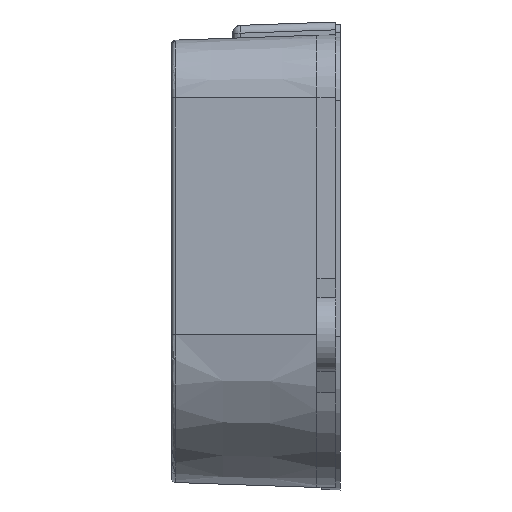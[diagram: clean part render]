
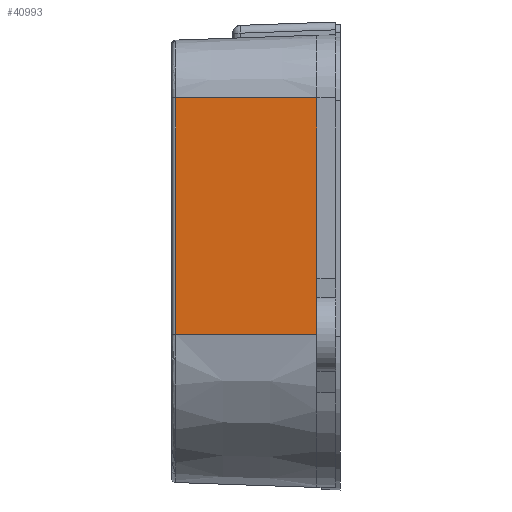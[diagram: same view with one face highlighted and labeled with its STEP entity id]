
A CAD part, left-side view. The second image highlights one B-rep face of the part: STEP entity #40993.
In plain terms, the highlighted planar face has unit normal (-0.999, 0.035, 0).
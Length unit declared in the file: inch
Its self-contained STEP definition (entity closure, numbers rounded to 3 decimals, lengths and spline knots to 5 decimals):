
#653 = DIRECTION ( 'NONE',  ( 0., 0., 1. ) ) ;
#1383 = VECTOR ( 'NONE', #653, 39.37008 ) ;
#2891 = EDGE_CURVE ( 'NONE', #46165, #9445, #24716, .T. ) ;
#5110 = DIRECTION ( 'NONE',  ( -0.035, -0.999, 0. ) ) ;
#6079 = LINE ( 'NONE', #52144, #1383 ) ;
#9445 = VERTEX_POINT ( 'NONE', #14946 ) ;
#14422 = CARTESIAN_POINT ( 'NONE',  ( 0.15912, 0.84459, 1.92288 ) ) ;
#14946 = CARTESIAN_POINT ( 'NONE',  ( 0.15912, 0.84459, 1.92288 ) ) ;
#15635 = EDGE_CURVE ( 'NONE', #24196, #46165, #6079, .T. ) ;
#17141 = VECTOR ( 'NONE', #30186, 39.37008 ) ;
#17205 = EDGE_CURVE ( 'NONE', #50552, #9445, #45243, .T. ) ;
#17564 = DIRECTION ( 'NONE',  ( -0.999, 0.035, 0. ) ) ;
#18293 = ORIENTED_EDGE ( 'NONE', *, *, #2891, .F. ) ;
#21472 = ORIENTED_EDGE ( 'NONE', *, *, #17205, .T. ) ;
#22956 = VECTOR ( 'NONE', #43822, 39.37008 ) ;
#23509 = DIRECTION ( 'NONE',  ( -0.035, -0.999, 0. ) ) ;
#24196 = VERTEX_POINT ( 'NONE', #47297 ) ;
#24716 = LINE ( 'NONE', #43855, #42831 ) ;
#27066 = PLANE ( 'NONE',  #45628 ) ;
#27781 = EDGE_LOOP ( 'NONE', ( #18293, #31374, #33952, #21472 ) ) ;
#30186 = DIRECTION ( 'NONE',  ( 0., 0., 1. ) ) ;
#31374 = ORIENTED_EDGE ( 'NONE', *, *, #15635, .F. ) ;
#32222 = CARTESIAN_POINT ( 'NONE',  ( 0.17877, 1.40751, 1.92288 ) ) ;
#33076 = EDGE_CURVE ( 'NONE', #24196, #50552, #33710, .T. ) ;
#33710 = LINE ( 'NONE', #48140, #22956 ) ;
#33952 = ORIENTED_EDGE ( 'NONE', *, *, #33076, .T. ) ;
#40088 = CARTESIAN_POINT ( 'NONE',  ( 0.15912, 0.84459, 0.98088 ) ) ;
#40993 = ADVANCED_FACE ( 'NONE', ( #46304 ), #27066, .T. ) ;
#42831 = VECTOR ( 'NONE', #5110, 39.37008 ) ;
#43822 = DIRECTION ( 'NONE',  ( -0.035, -0.999, 0. ) ) ;
#43855 = CARTESIAN_POINT ( 'NONE',  ( -685.88539, -19644.8997, 1.92288 ) ) ;
#45243 = LINE ( 'NONE', #47455, #17141 ) ;
#45628 = AXIS2_PLACEMENT_3D ( 'NONE', #14422, #17564, #23509 ) ;
#46165 = VERTEX_POINT ( 'NONE', #32222 ) ;
#46304 = FACE_OUTER_BOUND ( 'NONE', #27781, .T. ) ;
#47297 = CARTESIAN_POINT ( 'NONE',  ( 0.17877, 1.40751, 0.98088 ) ) ;
#47455 = CARTESIAN_POINT ( 'NONE',  ( 0.15912, 0.84459, 1.92288 ) ) ;
#48140 = CARTESIAN_POINT ( 'NONE',  ( 0.15912, 0.84459, 0.98088 ) ) ;
#50552 = VERTEX_POINT ( 'NONE', #40088 ) ;
#52144 = CARTESIAN_POINT ( 'NONE',  ( 0.17877, 1.40751, 1.92288 ) ) ;
